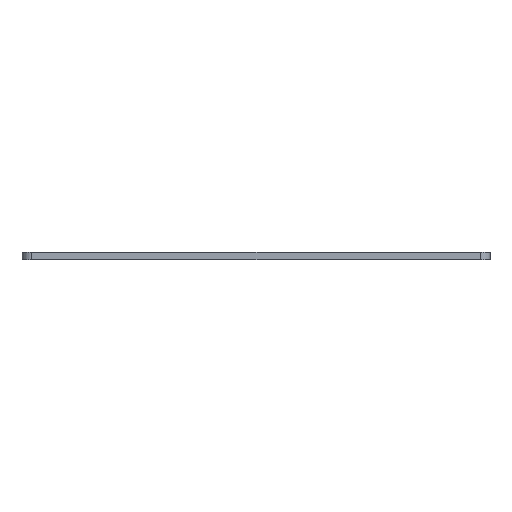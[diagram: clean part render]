
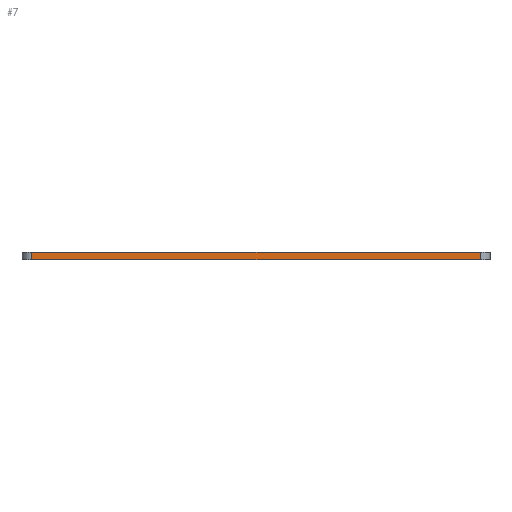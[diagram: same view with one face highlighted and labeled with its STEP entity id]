
A CAD part, left-side view. The second image highlights one B-rep face of the part: STEP entity #7.
In plain terms, the highlighted planar face has unit normal (-1, 0, 0).
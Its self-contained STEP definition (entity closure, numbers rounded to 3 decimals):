
#7 = ADVANCED_FACE ( 'NONE', ( #418 ), #765, .F. ) ;
#8 = CARTESIAN_POINT ( 'NONE',  ( 1.575, -42.023, 0. ) ) ;
#46 = LINE ( 'NONE', #642, #798 ) ;
#49 = VECTOR ( 'NONE', #688, 1000. ) ;
#60 = ORIENTED_EDGE ( 'NONE', *, *, #551, .T. ) ;
#85 = CARTESIAN_POINT ( 'NONE',  ( 1.575, 244.997, -4.763 ) ) ;
#103 = VERTEX_POINT ( 'NONE', #8 ) ;
#121 = ORIENTED_EDGE ( 'NONE', *, *, #127, .T. ) ;
#127 = EDGE_CURVE ( 'NONE', #103, #261, #129, .T. ) ;
#129 = LINE ( 'NONE', #309, #794 ) ;
#142 = EDGE_CURVE ( 'NONE', #614, #103, #608, .T. ) ;
#145 = DIRECTION ( 'NONE',  ( 0., 0., -1. ) ) ;
#256 = DIRECTION ( 'NONE',  ( 1., 0., 0. ) ) ;
#261 = VERTEX_POINT ( 'NONE', #679 ) ;
#309 = CARTESIAN_POINT ( 'NONE',  ( 1.575, -46.9, 0. ) ) ;
#319 = CARTESIAN_POINT ( 'NONE',  ( 1.575, -46.9, -4.763 ) ) ;
#330 = EDGE_LOOP ( 'NONE', ( #399, #533, #121, #60 ) ) ;
#353 = CARTESIAN_POINT ( 'NONE',  ( 1.575, 244.997, -4.763 ) ) ;
#373 = LINE ( 'NONE', #85, #740 ) ;
#399 = ORIENTED_EDGE ( 'NONE', *, *, #713, .F. ) ;
#418 = FACE_OUTER_BOUND ( 'NONE', #330, .T. ) ;
#533 = ORIENTED_EDGE ( 'NONE', *, *, #142, .T. ) ;
#551 = EDGE_CURVE ( 'NONE', #261, #730, #373, .T. ) ;
#565 = DIRECTION ( 'NONE',  ( 0., 1., 0. ) ) ;
#576 = CARTESIAN_POINT ( 'NONE',  ( 1.575, -42.023, -4.763 ) ) ;
#608 = LINE ( 'NONE', #629, #49 ) ;
#614 = VERTEX_POINT ( 'NONE', #576 ) ;
#629 = CARTESIAN_POINT ( 'NONE',  ( 1.575, -42.023, -4.763 ) ) ;
#642 = CARTESIAN_POINT ( 'NONE',  ( 1.575, -46.9, -4.763 ) ) ;
#645 = DIRECTION ( 'NONE',  ( 0., 0., -1. ) ) ;
#679 = CARTESIAN_POINT ( 'NONE',  ( 1.575, 244.997, 0. ) ) ;
#688 = DIRECTION ( 'NONE',  ( 0., 0., 1. ) ) ;
#713 = EDGE_CURVE ( 'NONE', #614, #730, #46, .T. ) ;
#730 = VERTEX_POINT ( 'NONE', #353 ) ;
#740 = VECTOR ( 'NONE', #145, 1000. ) ;
#750 = DIRECTION ( 'NONE',  ( 0., 1., 0. ) ) ;
#765 = PLANE ( 'NONE',  #797 ) ;
#794 = VECTOR ( 'NONE', #750, 1000. ) ;
#797 = AXIS2_PLACEMENT_3D ( 'NONE', #319, #256, #645 ) ;
#798 = VECTOR ( 'NONE', #565, 1000. ) ;
